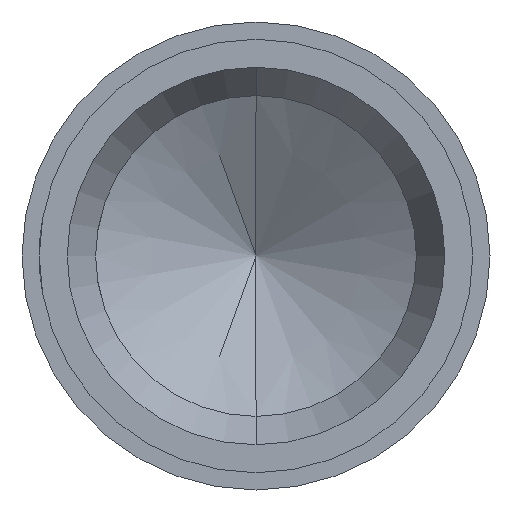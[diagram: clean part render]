
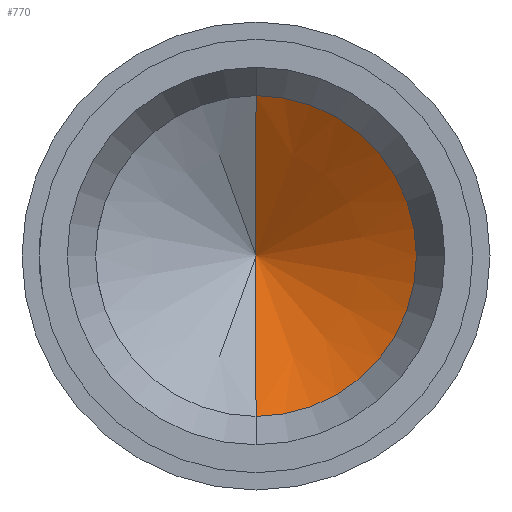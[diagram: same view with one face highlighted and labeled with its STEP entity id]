
A CAD part, front view. The second image highlights one B-rep face of the part: STEP entity #770.
In plain terms, the highlighted conical face has half-angle 59 degrees and reference radius 3.62 mm.
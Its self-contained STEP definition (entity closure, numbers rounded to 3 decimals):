
#3 = DIRECTION ( 'NONE',  ( 0., -1., 0. ) ) ;
#8 = DIRECTION ( 'NONE',  ( 0., -0.515, -0.857 ) ) ;
#53 = AXIS2_PLACEMENT_3D ( 'NONE', #113, #3, #357 ) ;
#58 = DIRECTION ( 'NONE',  ( 0., -0.515, 0.857 ) ) ;
#90 = CIRCLE ( 'NONE', #554, 3.62 ) ;
#109 = LINE ( 'NONE', #514, #128 ) ;
#113 = CARTESIAN_POINT ( 'NONE',  ( 0., 12.7, 0. ) ) ;
#128 = VECTOR ( 'NONE', #8, 1000. ) ;
#141 = CARTESIAN_POINT ( 'NONE',  ( 0., 12.7, 0. ) ) ;
#249 = EDGE_CURVE ( 'NONE', #791, #593, #263, .T. ) ;
#263 = LINE ( 'NONE', #775, #521 ) ;
#299 = CARTESIAN_POINT ( 'NONE',  ( 0., 14.875, 0. ) ) ;
#306 = ORIENTED_EDGE ( 'NONE', *, *, #691, .T. ) ;
#313 = DIRECTION ( 'NONE',  ( 0., -1., 0. ) ) ;
#357 = DIRECTION ( 'NONE',  ( 0., 0., -1. ) ) ;
#382 = CARTESIAN_POINT ( 'NONE',  ( 0., 12.7, -3.62 ) ) ;
#433 = FACE_OUTER_BOUND ( 'NONE', #444, .T. ) ;
#444 = EDGE_LOOP ( 'NONE', ( #570, #306, #455 ) ) ;
#446 = DIRECTION ( 'NONE',  ( 0., 0., -1. ) ) ;
#455 = ORIENTED_EDGE ( 'NONE', *, *, #632, .T. ) ;
#514 = CARTESIAN_POINT ( 'NONE',  ( 0., 12.7, -3.62 ) ) ;
#521 = VECTOR ( 'NONE', #58, 1000. ) ;
#554 = AXIS2_PLACEMENT_3D ( 'NONE', #141, #313, #446 ) ;
#570 = ORIENTED_EDGE ( 'NONE', *, *, #249, .F. ) ;
#593 = VERTEX_POINT ( 'NONE', #620 ) ;
#620 = CARTESIAN_POINT ( 'NONE',  ( 0., 12.7, 3.62 ) ) ;
#632 = EDGE_CURVE ( 'NONE', #657, #593, #90, .T. ) ;
#657 = VERTEX_POINT ( 'NONE', #382 ) ;
#691 = EDGE_CURVE ( 'NONE', #791, #657, #109, .T. ) ;
#744 = CONICAL_SURFACE ( 'NONE', #53, 3.62, 1.03 ) ;
#770 = ADVANCED_FACE ( 'NONE', ( #433 ), #744, .F. ) ;
#775 = CARTESIAN_POINT ( 'NONE',  ( 0., 12.7, 3.62 ) ) ;
#791 = VERTEX_POINT ( 'NONE', #299 ) ;
